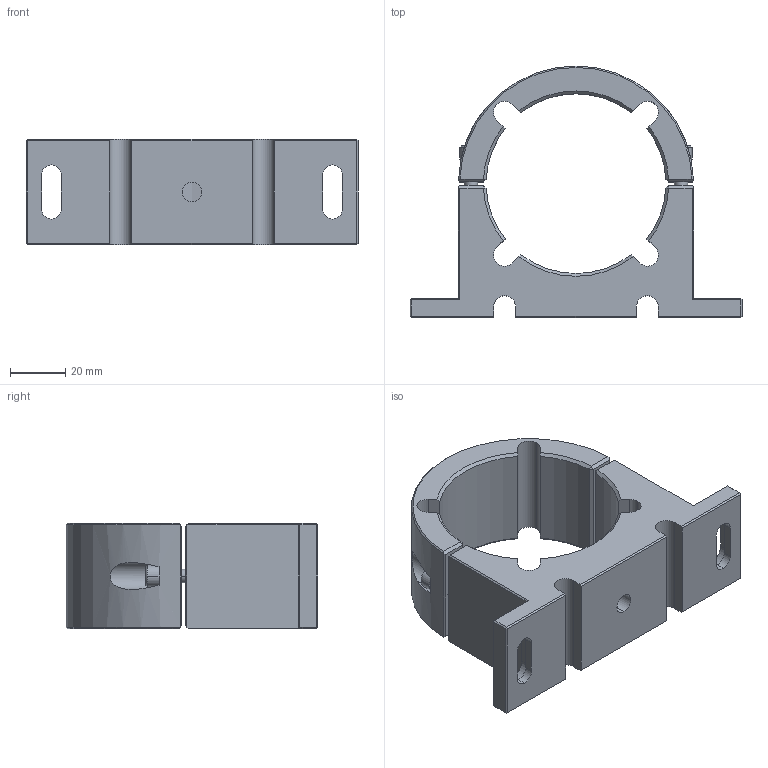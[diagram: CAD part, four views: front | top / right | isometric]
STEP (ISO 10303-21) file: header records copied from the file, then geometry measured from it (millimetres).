
FILE_DESCRIPTION (( 'STEP AP214' ), '1' );
FILE_NAME ('56025-Solid Bodies.STEP', '2008-03-17T14:40:10', ( ' ' ), ( ' ' ), 'SwSTEP 2.0', 'SolidWorks 2007', '' );
FILE_SCHEMA (( 'AUTOMOTIVE_DESIGN' ));
Length unit declared in the file: inch
Products named in the file (1): 56025-Solid Bodies
Bounding box: 120 x 91 x 38.1 mm (x, y, z)
Volume: 128604.2 mm3; surface area: 35710.4 mm2
Topology: 4 solids, 4 shells, 198 faces, 481 edges, 298 vertices
Faces by surface type: plane 115, cylinder 53, cone 30
Entity records: 5981 total; most frequent: CARTESIAN_POINT 1266, DIRECTION 967, ORIENTED_EDGE 954, EDGE_CURVE 477, AXIS2_PLACEMENT_3D 331, VECTOR 305, LINE 305, VERTEX_POINT 298
